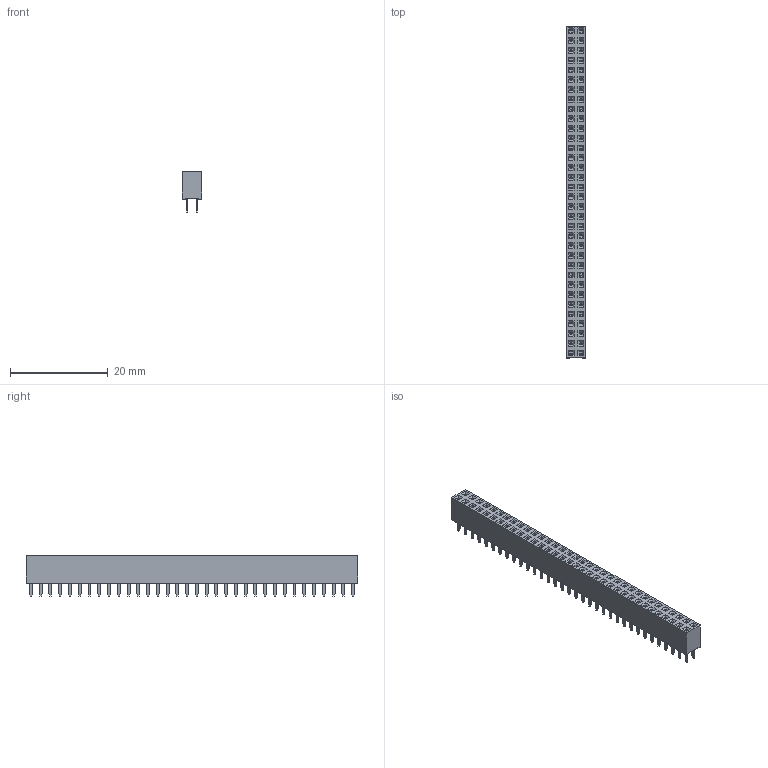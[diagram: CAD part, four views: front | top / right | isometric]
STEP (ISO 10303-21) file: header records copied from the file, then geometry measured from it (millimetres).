
FILE_DESCRIPTION(/* description */ ('model of PinSocket_2x34_P2.00mm_Vertical'),/* implementation_level */ '2;1');
FILE_NAME(/* name */ 'PinSocket_2x34_P2.00mm_Vertical.step',/* time_stamp */ '2017-11-27T04:19:06',/* author */ ('Terje Io','https://github.com/terjeio'),/* organization */ ('FreeCAD'),/* preprocessor_version */ 'OCC',/* originating_system */ 'kicad StepUp',/* authorisation */ '');
FILE_SCHEMA(('AUTOMOTIVE_DESIGN_CC2 { 1 2 10303 214 -1 1 5 4 }'));
Length unit declared in the file: millimetre
Products named in the file (1): PinSocket_2x34_P200mm_Vertical
Bounding box: 4 x 68 x 8.3 mm (x, y, z)
Volume: 1391.7 mm3; surface area: 2487.1 mm2
Topology: 1 solids, 1 shells, 2118 faces, 5464 edges, 3552 vertices
Faces by surface type: plane 2118
Entity records: 39719 total; most frequent: ORIENTED_EDGE 7924, EDGE_CURVE 5464, LINE 5190, CARTESIAN_POINT 4924, VERTEX_POINT 3552, FACE_BOUND 2322, EDGE_LOOP 2322, ADVANCED_FACE 2118
